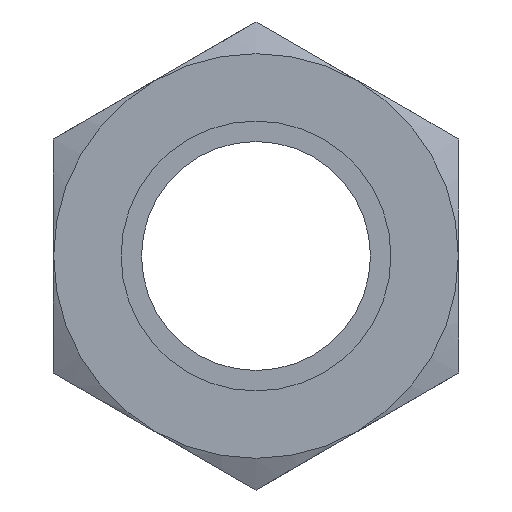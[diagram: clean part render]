
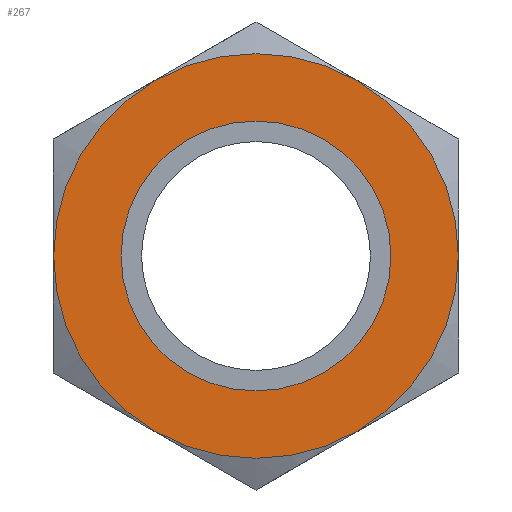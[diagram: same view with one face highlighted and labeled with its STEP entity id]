
A CAD part, front view. The second image highlights one B-rep face of the part: STEP entity #267.
In plain terms, the highlighted planar face has unit normal (0, -1, 0).
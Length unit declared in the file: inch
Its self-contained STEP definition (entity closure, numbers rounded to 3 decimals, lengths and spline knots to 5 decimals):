
#30=PLANE('',#317);
#65=FACE_BOUND('',#107,.T.);
#79=FACE_OUTER_BOUND('',#106,.T.);
#106=EDGE_LOOP('',(#219));
#107=EDGE_LOOP('',(#220));
#130=CIRCLE('',#309,0.28105);
#133=CIRCLE('',#314,0.1875);
#149=VERTEX_POINT('',#445);
#158=VERTEX_POINT('',#477);
#174=EDGE_CURVE('',#149,#149,#130,.T.);
#183=EDGE_CURVE('',#158,#158,#133,.T.);
#219=ORIENTED_EDGE('',*,*,#174,.T.);
#220=ORIENTED_EDGE('',*,*,#183,.T.);
#267=ADVANCED_FACE('',(#79,#65),#30,.F.);
#309=AXIS2_PLACEMENT_3D('',#446,#352,#353);
#314=AXIS2_PLACEMENT_3D('',#478,#362,#363);
#317=AXIS2_PLACEMENT_3D('',#482,#368,#369);
#352=DIRECTION('center_axis',(0.,-1.,0.));
#353=DIRECTION('ref_axis',(0.,0.,-1.));
#362=DIRECTION('center_axis',(0.,1.,0.));
#363=DIRECTION('ref_axis',(0.,0.,1.));
#368=DIRECTION('center_axis',(0.,1.,0.));
#369=DIRECTION('ref_axis',(0.,0.,1.));
#445=CARTESIAN_POINT('',(0.,0.,0.28105));
#446=CARTESIAN_POINT('Origin',(0.,0.,0.));
#477=CARTESIAN_POINT('',(0.,0.,0.1875));
#478=CARTESIAN_POINT('Origin',(0.,0.,0.));
#482=CARTESIAN_POINT('Origin',(0.,0.,0.));
